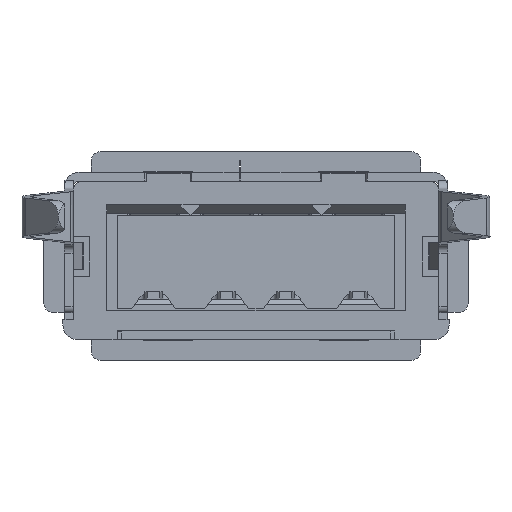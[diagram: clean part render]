
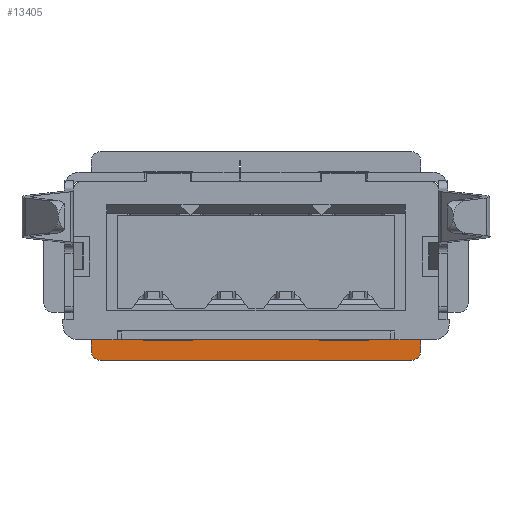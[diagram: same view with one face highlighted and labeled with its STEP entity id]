
A CAD part, front view. The second image highlights one B-rep face of the part: STEP entity #13405.
In plain terms, the highlighted planar face has unit normal (0, -1, 0).
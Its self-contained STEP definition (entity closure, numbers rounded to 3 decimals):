
#92 = EDGE_CURVE ( 'NONE', #5719, #15128, #17574, .T. ) ;
#479 = VECTOR ( 'NONE', #10058, 1000. ) ;
#1602 = VECTOR ( 'NONE', #8581, 1000. ) ;
#1806 = AXIS2_PLACEMENT_3D ( 'NONE', #10095, #6889, #3557 ) ;
#2492 = CARTESIAN_POINT ( 'NONE',  ( 33.436, 43.605, 0. ) ) ;
#2541 = CARTESIAN_POINT ( 'NONE',  ( 44.386, 43.605, 6.82 ) ) ;
#2682 = DIRECTION ( 'NONE',  ( 0., -1., 0. ) ) ;
#3557 = DIRECTION ( 'NONE',  ( 0., 0., -1. ) ) ;
#3985 = CARTESIAN_POINT ( 'NONE',  ( 44.686, 43.605, 0. ) ) ;
#4874 = EDGE_CURVE ( 'NONE', #5719, #17905, #20955, .T. ) ;
#5643 = DIRECTION ( 'NONE',  ( 0., 0., -1. ) ) ;
#5719 = VERTEX_POINT ( 'NONE', #15546 ) ;
#5852 = VECTOR ( 'NONE', #5643, 1000. ) ;
#6889 = DIRECTION ( 'NONE',  ( 0., -1., 0. ) ) ;
#7060 = LINE ( 'NONE', #15270, #479 ) ;
#8022 = AXIS2_PLACEMENT_3D ( 'NONE', #2541, #20736, #9295 ) ;
#8581 = DIRECTION ( 'NONE',  ( -1., 0., 0. ) ) ;
#8636 = EDGE_CURVE ( 'NONE', #17905, #15693, #14187, .T. ) ;
#9242 = ORIENTED_EDGE ( 'NONE', *, *, #12727, .T. ) ;
#9295 = DIRECTION ( 'NONE',  ( 0., 0., -1. ) ) ;
#9431 = DIRECTION ( 'NONE',  ( 0., 0., 1. ) ) ;
#9908 = VECTOR ( 'NONE', #20896, 1000. ) ;
#10058 = DIRECTION ( 'NONE',  ( -1., 0., 0. ) ) ;
#10095 = CARTESIAN_POINT ( 'NONE',  ( 44.686, 43.605, 7.12 ) ) ;
#10852 = ORIENTED_EDGE ( 'NONE', *, *, #8636, .T. ) ;
#11079 = EDGE_CURVE ( 'NONE', #15128, #18630, #17388, .T. ) ;
#11352 = EDGE_CURVE ( 'NONE', #18630, #11975, #7060, .T. ) ;
#11975 = VERTEX_POINT ( 'NONE', #20789 ) ;
#11982 = FACE_OUTER_BOUND ( 'NONE', #19030, .T. ) ;
#12727 = EDGE_CURVE ( 'NONE', #15693, #11975, #14244, .T. ) ;
#13405 = ADVANCED_FACE ( 'NONE', ( #11982 ), #16744, .T. ) ;
#14008 = ORIENTED_EDGE ( 'NONE', *, *, #4874, .T. ) ;
#14187 = CIRCLE ( 'NONE', #21617, 0.3 ) ;
#14244 = LINE ( 'NONE', #2492, #9908 ) ;
#14373 = ORIENTED_EDGE ( 'NONE', *, *, #11079, .F. ) ;
#15128 = VERTEX_POINT ( 'NONE', #20604 ) ;
#15270 = CARTESIAN_POINT ( 'NONE',  ( 33.011, 43.605, 6.42 ) ) ;
#15509 = ORIENTED_EDGE ( 'NONE', *, *, #11352, .F. ) ;
#15546 = CARTESIAN_POINT ( 'NONE',  ( 44.386, 43.605, 7.12 ) ) ;
#15693 = VERTEX_POINT ( 'NONE', #16898 ) ;
#15747 = CARTESIAN_POINT ( 'NONE',  ( 44.686, 43.605, 7.12 ) ) ;
#16582 = CARTESIAN_POINT ( 'NONE',  ( 33.736, 43.605, 7.12 ) ) ;
#16744 = PLANE ( 'NONE',  #1806 ) ;
#16898 = CARTESIAN_POINT ( 'NONE',  ( 33.436, 43.605, 6.82 ) ) ;
#17388 = LINE ( 'NONE', #3985, #5852 ) ;
#17574 = CIRCLE ( 'NONE', #8022, 0.3 ) ;
#17905 = VERTEX_POINT ( 'NONE', #16582 ) ;
#18630 = VERTEX_POINT ( 'NONE', #19757 ) ;
#18728 = ORIENTED_EDGE ( 'NONE', *, *, #92, .F. ) ;
#19030 = EDGE_LOOP ( 'NONE', ( #14008, #10852, #9242, #15509, #14373, #18728 ) ) ;
#19515 = CARTESIAN_POINT ( 'NONE',  ( 33.736, 43.605, 6.82 ) ) ;
#19757 = CARTESIAN_POINT ( 'NONE',  ( 44.686, 43.605, 6.42 ) ) ;
#20604 = CARTESIAN_POINT ( 'NONE',  ( 44.686, 43.605, 6.82 ) ) ;
#20736 = DIRECTION ( 'NONE',  ( 0., 1., 0. ) ) ;
#20789 = CARTESIAN_POINT ( 'NONE',  ( 33.436, 43.605, 6.42 ) ) ;
#20896 = DIRECTION ( 'NONE',  ( 0., 0., -1. ) ) ;
#20955 = LINE ( 'NONE', #15747, #1602 ) ;
#21617 = AXIS2_PLACEMENT_3D ( 'NONE', #19515, #2682, #9431 ) ;
